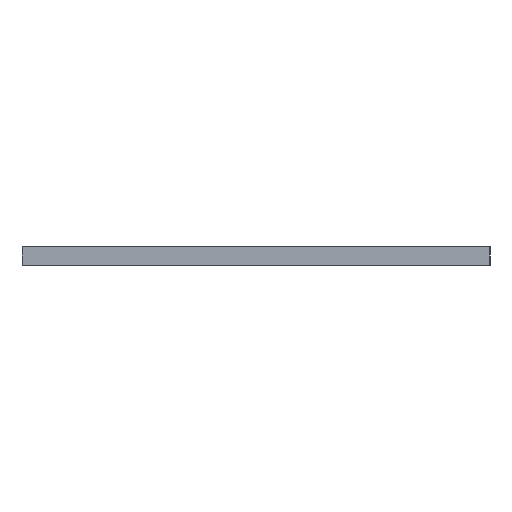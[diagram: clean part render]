
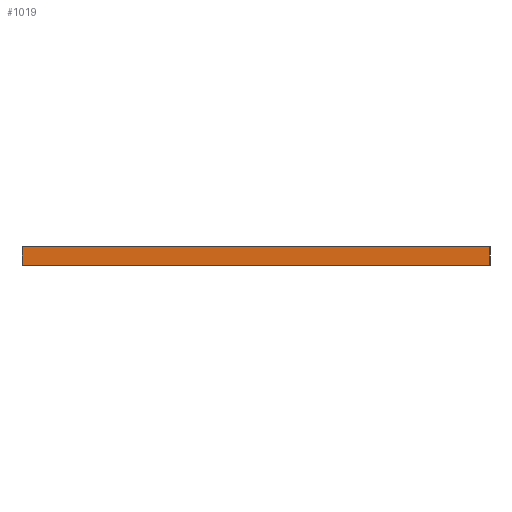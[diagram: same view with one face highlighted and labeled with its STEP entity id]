
A CAD part, left-side view. The second image highlights one B-rep face of the part: STEP entity #1019.
In plain terms, the highlighted planar face has unit normal (-1, 0, 0).
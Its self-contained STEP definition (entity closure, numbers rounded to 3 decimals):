
#29 = CARTESIAN_POINT ( 'NONE',  ( -130.228, 61.575, 10. ) ) ;
#143 = DIRECTION ( 'NONE',  ( 0., 0., -1. ) ) ;
#151 = CARTESIAN_POINT ( 'NONE',  ( -130.228, -186.425, 0. ) ) ;
#198 = ORIENTED_EDGE ( 'NONE', *, *, #544, .F. ) ;
#224 = LINE ( 'NONE', #29, #1963 ) ;
#426 = VECTOR ( 'NONE', #143, 1000. ) ;
#544 = EDGE_CURVE ( 'NONE', #695, #2230, #224, .T. ) ;
#695 = VERTEX_POINT ( 'NONE', #1865 ) ;
#698 = DIRECTION ( 'NONE',  ( 0., -1., 0. ) ) ;
#732 = LINE ( 'NONE', #814, #1394 ) ;
#814 = CARTESIAN_POINT ( 'NONE',  ( -130.228, -186.425, 10. ) ) ;
#864 = DIRECTION ( 'NONE',  ( 0., 0., -1. ) ) ;
#929 = CARTESIAN_POINT ( 'NONE',  ( -130.228, 61.575, 0. ) ) ;
#987 = LINE ( 'NONE', #1016, #426 ) ;
#992 = VECTOR ( 'NONE', #698, 1000. ) ;
#1001 = VERTEX_POINT ( 'NONE', #151 ) ;
#1016 = CARTESIAN_POINT ( 'NONE',  ( -130.228, 61.575, 10. ) ) ;
#1019 = ADVANCED_FACE ( 'NONE', ( #1921 ), #1756, .F. ) ;
#1108 = ORIENTED_EDGE ( 'NONE', *, *, #2201, .T. ) ;
#1119 = EDGE_CURVE ( 'NONE', #1135, #1001, #2151, .T. ) ;
#1135 = VERTEX_POINT ( 'NONE', #1781 ) ;
#1394 = VECTOR ( 'NONE', #2745, 1000. ) ;
#1654 = AXIS2_PLACEMENT_3D ( 'NONE', #2798, #2167, #864 ) ;
#1756 = PLANE ( 'NONE',  #1654 ) ;
#1781 = CARTESIAN_POINT ( 'NONE',  ( -130.228, 61.575, 0. ) ) ;
#1831 = ORIENTED_EDGE ( 'NONE', *, *, #1119, .T. ) ;
#1865 = CARTESIAN_POINT ( 'NONE',  ( -130.228, 61.575, 10. ) ) ;
#1921 = FACE_OUTER_BOUND ( 'NONE', #2036, .T. ) ;
#1963 = VECTOR ( 'NONE', #2455, 1000. ) ;
#2036 = EDGE_LOOP ( 'NONE', ( #1831, #2646, #198, #1108 ) ) ;
#2106 = CARTESIAN_POINT ( 'NONE',  ( -130.228, -186.425, 10. ) ) ;
#2151 = LINE ( 'NONE', #929, #992 ) ;
#2167 = DIRECTION ( 'NONE',  ( 1., 0., 0. ) ) ;
#2201 = EDGE_CURVE ( 'NONE', #695, #1135, #987, .T. ) ;
#2230 = VERTEX_POINT ( 'NONE', #2106 ) ;
#2319 = EDGE_CURVE ( 'NONE', #2230, #1001, #732, .T. ) ;
#2455 = DIRECTION ( 'NONE',  ( 0., -1., 0. ) ) ;
#2646 = ORIENTED_EDGE ( 'NONE', *, *, #2319, .F. ) ;
#2745 = DIRECTION ( 'NONE',  ( 0., 0., -1. ) ) ;
#2798 = CARTESIAN_POINT ( 'NONE',  ( -130.228, 61.575, 10. ) ) ;
